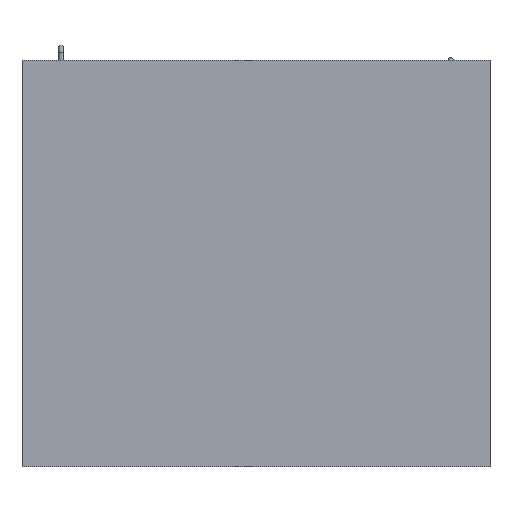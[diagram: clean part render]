
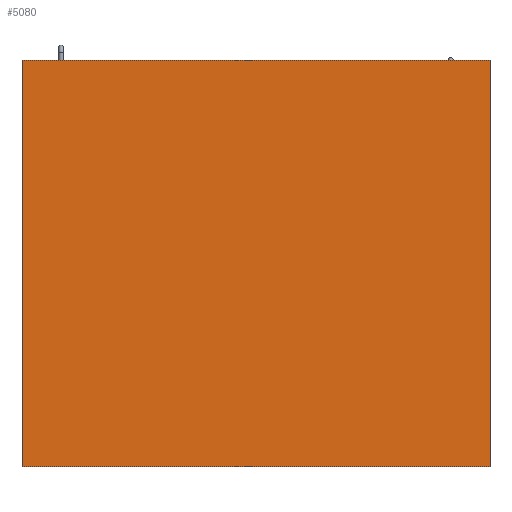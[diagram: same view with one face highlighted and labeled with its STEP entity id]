
A CAD part, front view. The second image highlights one B-rep face of the part: STEP entity #5080.
In plain terms, the highlighted planar face has unit normal (0, -1, 0).
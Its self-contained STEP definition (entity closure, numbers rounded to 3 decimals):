
#311=FACE_OUTER_BOUND('',#616,.T.);
#616=EDGE_LOOP('',(#3367,#3368,#3369,#3370));
#922=LINE('',#7417,#1511);
#925=LINE('',#7423,#1514);
#928=LINE('',#7429,#1517);
#931=LINE('',#7433,#1520);
#1511=VECTOR('',#5898,10.);
#1514=VECTOR('',#5903,10.);
#1517=VECTOR('',#5908,10.);
#1520=VECTOR('',#5913,10.);
#2100=VERTEX_POINT('',#7414);
#2101=VERTEX_POINT('',#7416);
#2103=VERTEX_POINT('',#7422);
#2105=VERTEX_POINT('',#7428);
#2602=EDGE_CURVE('',#2101,#2100,#922,.T.);
#2605=EDGE_CURVE('',#2103,#2101,#925,.T.);
#2608=EDGE_CURVE('',#2105,#2103,#928,.T.);
#2611=EDGE_CURVE('',#2100,#2105,#931,.T.);
#3367=ORIENTED_EDGE('',*,*,#2611,.T.);
#3368=ORIENTED_EDGE('',*,*,#2608,.T.);
#3369=ORIENTED_EDGE('',*,*,#2605,.T.);
#3370=ORIENTED_EDGE('',*,*,#2602,.T.);
#4846=PLANE('',#5434);
#5080=ADVANCED_FACE('',(#311),#4846,.T.);
#5434=AXIS2_PLACEMENT_3D('',#7435,#5916,#5917);
#5898=DIRECTION('',(1.,0.,0.));
#5903=DIRECTION('',(0.,0.,-1.));
#5908=DIRECTION('',(-1.,0.,0.));
#5913=DIRECTION('',(0.,0.,1.));
#5916=DIRECTION('center_axis',(0.,-1.,0.));
#5917=DIRECTION('ref_axis',(0.,0.,-1.));
#7414=CARTESIAN_POINT('',(400.,-20.,-347.5));
#7416=CARTESIAN_POINT('',(-400.,-20.,-347.5));
#7417=CARTESIAN_POINT('',(400.,-20.,-347.5));
#7422=CARTESIAN_POINT('',(-400.,-20.,347.5));
#7423=CARTESIAN_POINT('',(-400.,-20.,-347.5));
#7428=CARTESIAN_POINT('',(400.,-20.,347.5));
#7429=CARTESIAN_POINT('',(-400.,-20.,347.5));
#7433=CARTESIAN_POINT('',(400.,-20.,347.5));
#7435=CARTESIAN_POINT('Origin',(0.,-20.,0.));
